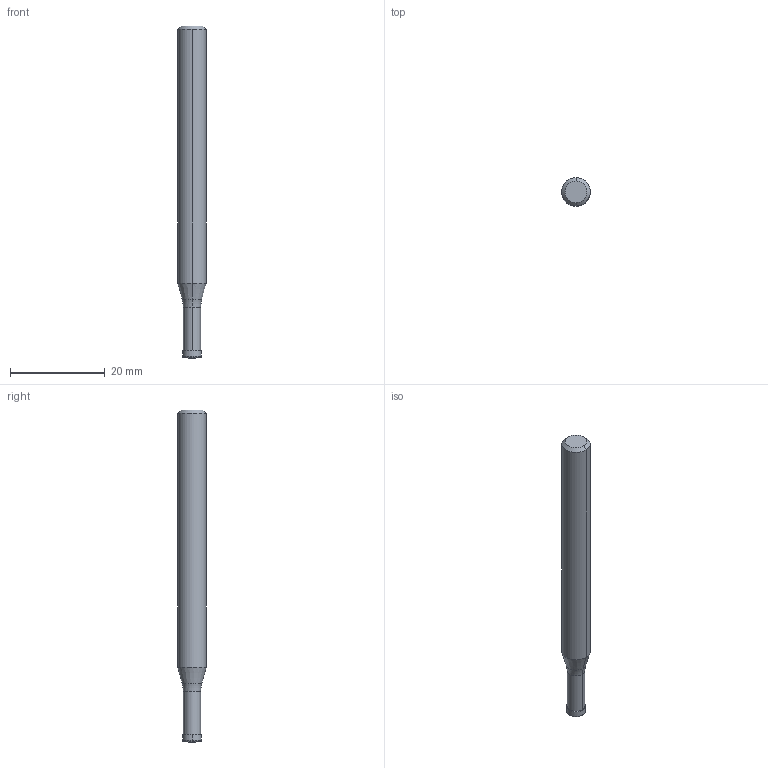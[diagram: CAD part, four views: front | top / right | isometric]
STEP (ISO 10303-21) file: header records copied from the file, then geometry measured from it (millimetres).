
FILE_DESCRIPTION (( 'STEP AP214' ), '1' );
FILE_NAME ('8550022_osg.stp', '2024-08-23T02:11:16', ( '' ), ( '' ), 'SwSTEP 2.0', 'SolidWorks 2021', '' );
FILE_SCHEMA (( 'AUTOMOTIVE_DESIGN' ));
Length unit declared in the file: millimetre
Products named in the file (1): 8550022_osg
Bounding box: 6 x 6 x 70 mm (x, y, z)
Volume: 1729.9 mm3; surface area: 1253.7 mm2
Topology: 1 solids, 1 shells, 21 faces, 40 edges, 22 vertices
Faces by surface type: cone 6, cylinder 6, torus 6, plane 3
Entity records: 795 total; most frequent: DIRECTION 112, CARTESIAN_POINT 84, ORIENTED_EDGE 80, AXIS2_PLACEMENT_3D 50, EDGE_CURVE 40, CIRCLE 28, UNCERTAINTY_MEASURE_WITH_UNIT 24, SURFACE_STYLE_FILL_AREA 23
